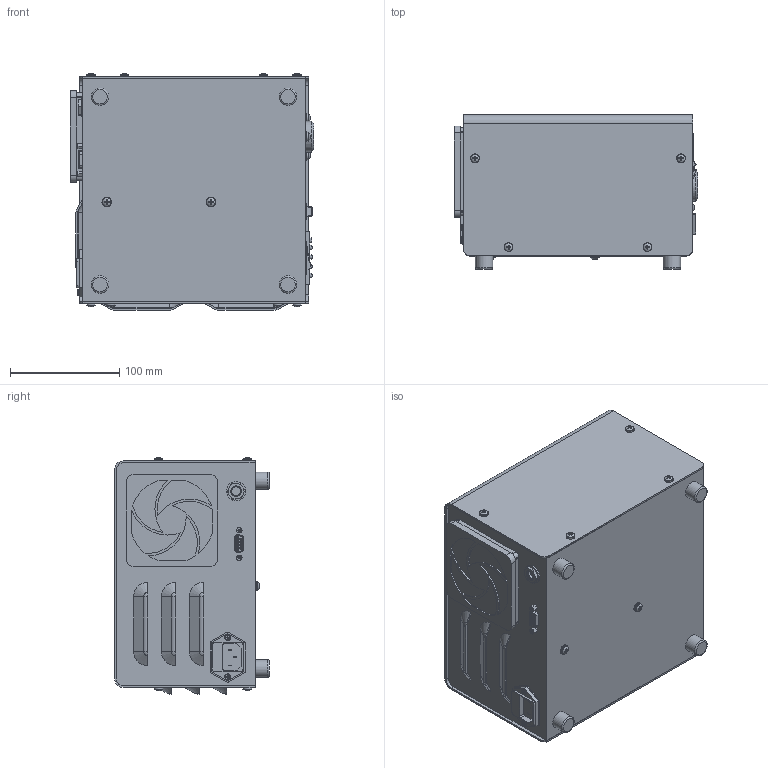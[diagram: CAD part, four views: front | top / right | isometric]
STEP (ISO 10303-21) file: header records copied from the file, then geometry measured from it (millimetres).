
FILE_DESCRIPTION (( 'STEP AP203' ), '1' );
FILE_NAME ('40320 ASSY, 385NM, MAIN.STEP', '2018-12-07T18:38:19', ( '' ), ( '' ), 'SwSTEP 2.0', 'SolidWorks 2017', '' );
FILE_SCHEMA (( 'CONFIG_CONTROL_DESIGN' ));
Length unit declared in the file: inch
Products named in the file (1): 40320 ASSY, 385NM, MAIN
Bounding box: 222.73 x 141.3 x 216.58 mm (x, y, z)
Volume: 5530872.9 mm3; surface area: 222884.3 mm2
Topology: 1 solids, 1 shells, 926 faces, 2246 edges, 1418 vertices
Faces by surface type: plane 494, cylinder 197, cone 97, sphere 57, bspline 52, torus 29
Full cylindrical faces by diameter (mm): 1.06 x9, 2.261 x2, 3.3 x1, 4 x4, 5.5 x4, 7.07 x1, 8 x13, 8.032 x1, 8.433 x2, 8.8 x2, 9.016 x3, 9.525 x1, 15.875 x4, 15.951 x1, 17.577 x1, 28.067 x1
Entity records: 27539 total; most frequent: CARTESIAN_POINT 6340, DIRECTION 4436, ORIENTED_EDGE 4224, EDGE_CURVE 2112, AXIS2_PLACEMENT_3D 1666, VERTEX_POINT 1380, EDGE_LOOP 1118, LINE 1104
